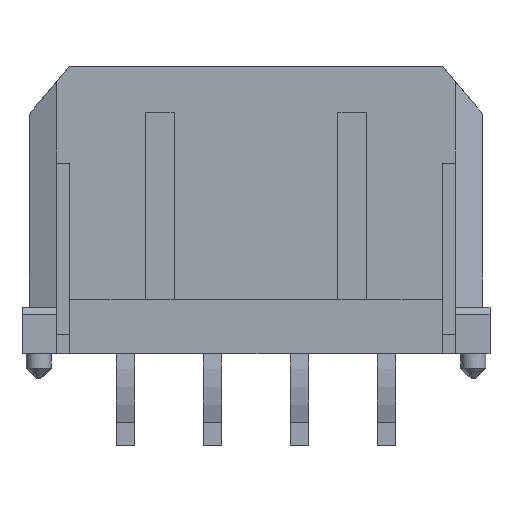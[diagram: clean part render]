
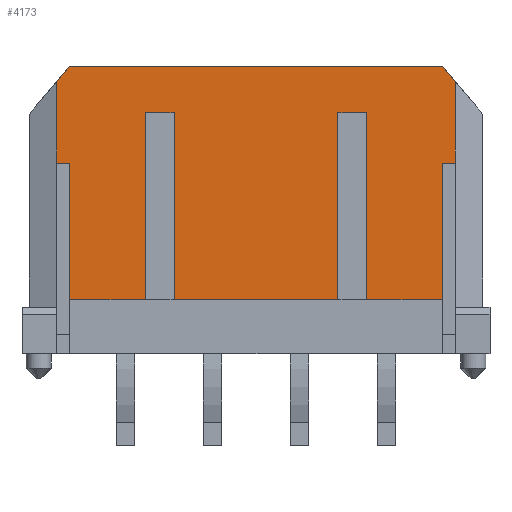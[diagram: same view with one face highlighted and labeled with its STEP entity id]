
A CAD part, front view. The second image highlights one B-rep face of the part: STEP entity #4173.
In plain terms, the highlighted planar face has unit normal (0, -1, 0).
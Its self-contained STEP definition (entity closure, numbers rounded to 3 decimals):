
#437=DIRECTION('',(1.,0.,0.));
#438=VECTOR('',#437,12.881);
#439=CARTESIAN_POINT('',(-6.44,-3.43,4.955));
#440=LINE('',#439,#438);
#637=DIRECTION('',(0.,0.,1.));
#638=VECTOR('',#637,2.822);
#639=CARTESIAN_POINT('',(6.875,-3.43,1.615));
#640=LINE('',#639,#638);
#641=DIRECTION('',(-1.,0.,0.));
#642=VECTOR('',#641,0.45);
#643=CARTESIAN_POINT('',(6.875,-3.43,1.615));
#644=LINE('',#643,#642);
#645=DIRECTION('',(0.,0.,1.));
#646=VECTOR('',#645,4.72);
#647=CARTESIAN_POINT('',(6.425,-3.43,-3.105));
#648=LINE('',#647,#646);
#649=DIRECTION('',(-1.,0.,0.));
#650=VECTOR('',#649,2.6);
#651=CARTESIAN_POINT('',(6.425,-3.43,-3.105));
#652=LINE('',#651,#650);
#653=DIRECTION('',(0.,0.,1.));
#654=VECTOR('',#653,6.46);
#655=CARTESIAN_POINT('',(3.825,-3.43,-3.105));
#656=LINE('',#655,#654);
#657=DIRECTION('',(-1.,0.,0.));
#658=VECTOR('',#657,1.);
#659=CARTESIAN_POINT('',(3.825,-3.43,3.355));
#660=LINE('',#659,#658);
#661=DIRECTION('',(0.,0.,1.));
#662=VECTOR('',#661,6.46);
#663=CARTESIAN_POINT('',(2.825,-3.43,-3.105));
#664=LINE('',#663,#662);
#665=DIRECTION('',(-1.,0.,0.));
#666=VECTOR('',#665,5.65);
#667=CARTESIAN_POINT('',(2.825,-3.43,-3.105));
#668=LINE('',#667,#666);
#669=DIRECTION('',(0.,0.,1.));
#670=VECTOR('',#669,6.46);
#671=CARTESIAN_POINT('',(-2.825,-3.43,-3.105));
#672=LINE('',#671,#670);
#673=DIRECTION('',(-1.,0.,0.));
#674=VECTOR('',#673,1.);
#675=CARTESIAN_POINT('',(-2.825,-3.43,3.355));
#676=LINE('',#675,#674);
#677=DIRECTION('',(0.,0.,1.));
#678=VECTOR('',#677,6.46);
#679=CARTESIAN_POINT('',(-3.825,-3.43,-3.105));
#680=LINE('',#679,#678);
#681=DIRECTION('',(-1.,0.,0.));
#682=VECTOR('',#681,2.6);
#683=CARTESIAN_POINT('',(-3.825,-3.43,-3.105));
#684=LINE('',#683,#682);
#685=DIRECTION('',(0.,0.,1.));
#686=VECTOR('',#685,4.72);
#687=CARTESIAN_POINT('',(-6.425,-3.43,-3.105));
#688=LINE('',#687,#686);
#689=DIRECTION('',(-1.,0.,0.));
#690=VECTOR('',#689,0.45);
#691=CARTESIAN_POINT('',(-6.425,-3.43,1.615));
#692=LINE('',#691,#690);
#693=DIRECTION('',(0.,0.,1.));
#694=VECTOR('',#693,2.822);
#695=CARTESIAN_POINT('',(-6.875,-3.43,1.615));
#696=LINE('',#695,#694);
#697=DIRECTION('',(0.643,0.,0.766));
#698=VECTOR('',#697,0.676);
#699=CARTESIAN_POINT('',(-6.875,-3.43,4.437));
#700=LINE('',#699,#698);
#701=DIRECTION('',(0.643,0.,-0.766));
#702=VECTOR('',#701,0.676);
#703=CARTESIAN_POINT('',(6.44,-3.43,4.955));
#704=LINE('',#703,#702);
#2619=CARTESIAN_POINT('',(6.44,-3.43,4.955));
#2621=VERTEX_POINT('',#2619);
#2627=CARTESIAN_POINT('',(-6.44,-3.43,4.955));
#2629=VERTEX_POINT('',#2627);
#2953=CARTESIAN_POINT('',(3.825,-3.43,-3.105));
#2954=CARTESIAN_POINT('',(3.825,-3.43,3.355));
#2955=VERTEX_POINT('',#2953);
#2956=VERTEX_POINT('',#2954);
#2957=CARTESIAN_POINT('',(2.825,-3.43,3.355));
#2958=VERTEX_POINT('',#2957);
#2959=CARTESIAN_POINT('',(2.825,-3.43,-3.105));
#2960=VERTEX_POINT('',#2959);
#2961=CARTESIAN_POINT('',(-2.825,-3.43,-3.105));
#2962=CARTESIAN_POINT('',(-2.825,-3.43,3.355));
#2963=VERTEX_POINT('',#2961);
#2964=VERTEX_POINT('',#2962);
#2965=CARTESIAN_POINT('',(-3.825,-3.43,3.355));
#2966=VERTEX_POINT('',#2965);
#2967=CARTESIAN_POINT('',(-3.825,-3.43,-3.105));
#2968=VERTEX_POINT('',#2967);
#3083=CARTESIAN_POINT('',(-6.425,-3.43,-3.105));
#3084=CARTESIAN_POINT('',(-6.425,-3.43,1.615));
#3085=VERTEX_POINT('',#3083);
#3086=VERTEX_POINT('',#3084);
#3087=CARTESIAN_POINT('',(6.425,-3.43,-3.105));
#3088=CARTESIAN_POINT('',(6.425,-3.43,1.615));
#3089=VERTEX_POINT('',#3087);
#3090=VERTEX_POINT('',#3088);
#3119=CARTESIAN_POINT('',(6.875,-3.43,1.615));
#3120=CARTESIAN_POINT('',(6.875,-3.43,4.437));
#3121=VERTEX_POINT('',#3119);
#3122=VERTEX_POINT('',#3120);
#3123=CARTESIAN_POINT('',(-6.875,-3.43,1.615));
#3124=CARTESIAN_POINT('',(-6.875,-3.43,4.437));
#3125=VERTEX_POINT('',#3123);
#3126=VERTEX_POINT('',#3124);
#4133=CARTESIAN_POINT('',(-7.825,-3.43,-4.955));
#4134=DIRECTION('',(0.,-1.,0.));
#4135=DIRECTION('',(1.,0.,0.));
#4136=AXIS2_PLACEMENT_3D('',#4133,#4134,#4135);
#4137=PLANE('',#4136);
#4139=ORIENTED_EDGE('',*,*,#4138,.F.);
#4141=ORIENTED_EDGE('',*,*,#4140,.T.);
#4143=ORIENTED_EDGE('',*,*,#4142,.F.);
#4145=ORIENTED_EDGE('',*,*,#4144,.T.);
#4147=ORIENTED_EDGE('',*,*,#4146,.T.);
#4149=ORIENTED_EDGE('',*,*,#4148,.T.);
#4151=ORIENTED_EDGE('',*,*,#4150,.F.);
#4153=ORIENTED_EDGE('',*,*,#4152,.T.);
#4155=ORIENTED_EDGE('',*,*,#4154,.T.);
#4157=ORIENTED_EDGE('',*,*,#4156,.T.);
#4159=ORIENTED_EDGE('',*,*,#4158,.F.);
#4161=ORIENTED_EDGE('',*,*,#4160,.T.);
#4163=ORIENTED_EDGE('',*,*,#4162,.T.);
#4165=ORIENTED_EDGE('',*,*,#4164,.T.);
#4167=ORIENTED_EDGE('',*,*,#4166,.T.);
#4168=ORIENTED_EDGE('',*,*,#3993,.T.);
#4169=ORIENTED_EDGE('',*,*,#4019,.T.);
#4170=ORIENTED_EDGE('',*,*,#3711,.T.);
#4171=EDGE_LOOP('',(#4139,#4141,#4143,#4145,#4147,#4149,#4151,#4153,#4155,#4157,
#4159,#4161,#4163,#4165,#4167,#4168,#4169,#4170));
#4172=FACE_OUTER_BOUND('',#4171,.F.);
#4173=ADVANCED_FACE('',(#4172),#4137,.T.);
#3711=EDGE_CURVE('',#2621,#3122,#704,.T.);
#3993=EDGE_CURVE('',#3126,#2629,#700,.T.);
#4019=EDGE_CURVE('',#2629,#2621,#440,.T.);
#4138=EDGE_CURVE('',#3121,#3122,#640,.T.);
#4140=EDGE_CURVE('',#3121,#3090,#644,.T.);
#4142=EDGE_CURVE('',#3089,#3090,#648,.T.);
#4144=EDGE_CURVE('',#3089,#2955,#652,.T.);
#4146=EDGE_CURVE('',#2955,#2956,#656,.T.);
#4148=EDGE_CURVE('',#2956,#2958,#660,.T.);
#4150=EDGE_CURVE('',#2960,#2958,#664,.T.);
#4152=EDGE_CURVE('',#2960,#2963,#668,.T.);
#4154=EDGE_CURVE('',#2963,#2964,#672,.T.);
#4156=EDGE_CURVE('',#2964,#2966,#676,.T.);
#4158=EDGE_CURVE('',#2968,#2966,#680,.T.);
#4160=EDGE_CURVE('',#2968,#3085,#684,.T.);
#4162=EDGE_CURVE('',#3085,#3086,#688,.T.);
#4164=EDGE_CURVE('',#3086,#3125,#692,.T.);
#4166=EDGE_CURVE('',#3125,#3126,#696,.T.);
